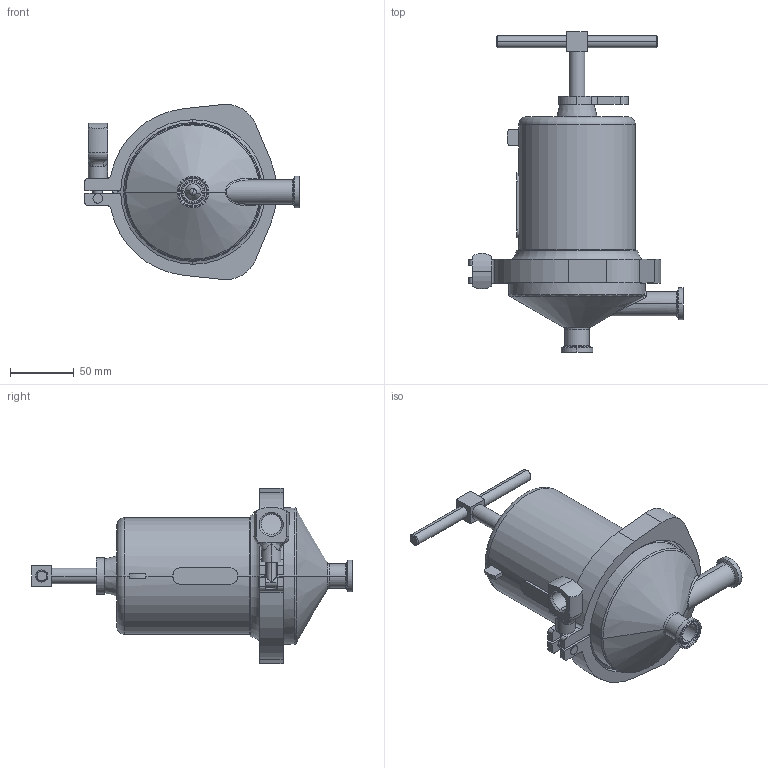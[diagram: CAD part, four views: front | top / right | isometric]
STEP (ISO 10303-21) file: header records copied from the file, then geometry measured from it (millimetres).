
FILE_DESCRIPTION (( 'STEP AP203' ), '1' );
FILE_NAME ('FB6C-075.STEP', '2019-05-21T12:06:42', ( '' ), ( '' ), 'SwSTEP 2.0', 'SolidWorks 2018', '' );
FILE_SCHEMA (( 'CONFIG_CONTROL_DESIGN' ));
Length unit declared in the file: inch
Products named in the file (2): FB6C-075
Bounding box: 168.66 x 252.29 x 137.94 mm (x, y, z)
Volume: 1235095.1 mm3; surface area: 115494.1 mm2
Topology: 2 solids, 2 shells, 224 faces, 537 edges, 327 vertices
Faces by surface type: cylinder 85, plane 53, torus 44, cone 32, bspline 8, sphere 2
Entity records: 7735 total; most frequent: CARTESIAN_POINT 2281, DIRECTION 1207, ORIENTED_EDGE 1062, EDGE_CURVE 531, AXIS2_PLACEMENT_3D 500, VERTEX_POINT 327, CIRCLE 282, EDGE_LOOP 246
